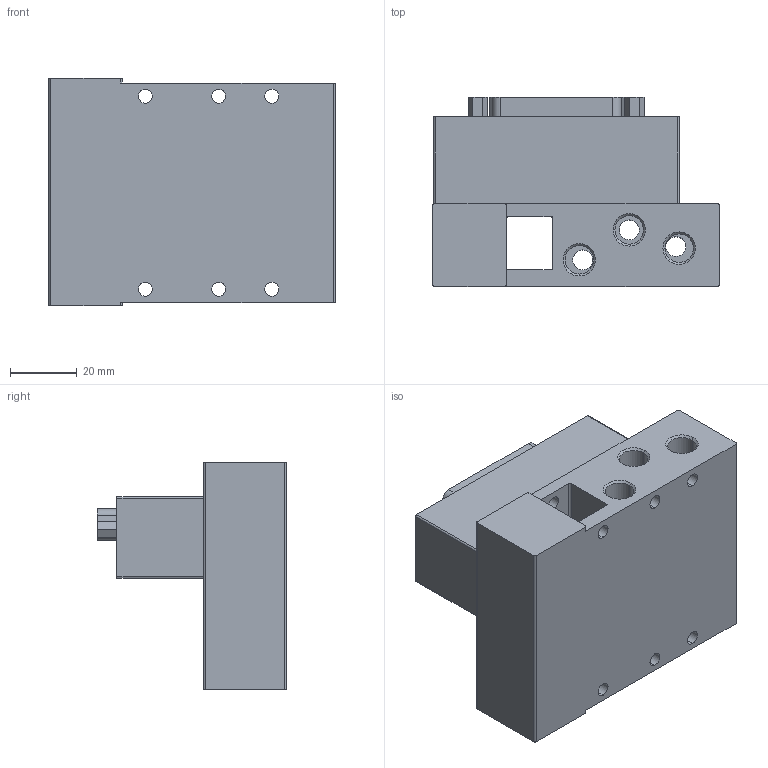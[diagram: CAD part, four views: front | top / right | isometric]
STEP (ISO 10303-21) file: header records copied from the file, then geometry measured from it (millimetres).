
FILE_DESCRIPTION (( 'STEP AP203' ), '1' );
FILE_NAME ('S1V-2F.STEP', '2022-08-02T06:54:58', ( '' ), ( '' ), 'SwSTEP 2.0', 'SolidWorks 2022', '' );
FILE_SCHEMA (( 'CONFIG_CONTROL_DESIGN' ));
Length unit declared in the file: millimetre
Products named in the file (1): S1V-2F
Bounding box: 86 x 56.9 x 68.5 mm (x, y, z)
Volume: 167398.7 mm3; surface area: 34892.6 mm2
Topology: 1 solids, 1 shells, 227 faces, 536 edges, 350 vertices
Faces by surface type: cylinder 120, plane 79, cone 28
Entity records: 6757 total; most frequent: DIRECTION 1270, CARTESIAN_POINT 1114, ORIENTED_EDGE 1072, EDGE_CURVE 536, AXIS2_PLACEMENT_3D 506, VERTEX_POINT 350, EDGE_LOOP 290, CIRCLE 278
